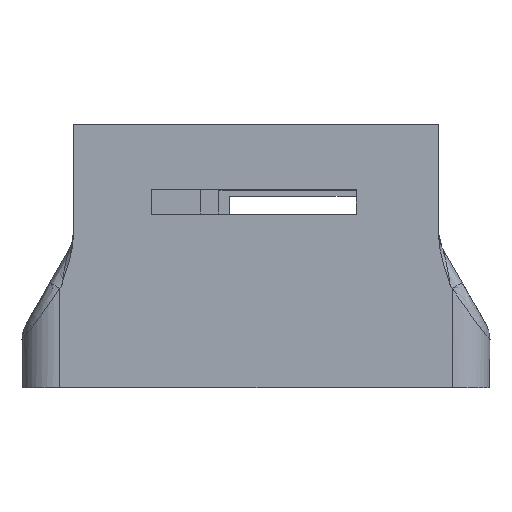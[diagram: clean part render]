
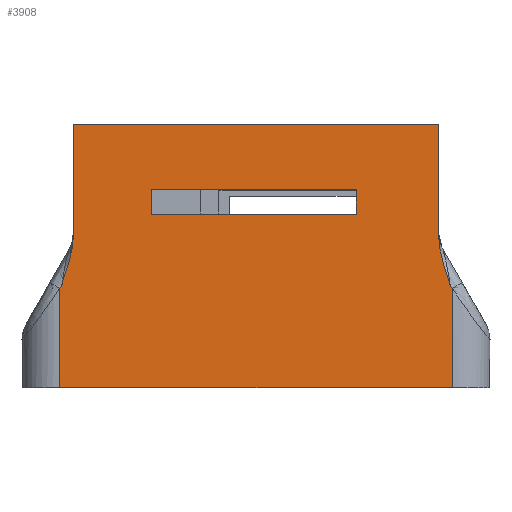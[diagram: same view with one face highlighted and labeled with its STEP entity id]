
A CAD part, left-side view. The second image highlights one B-rep face of the part: STEP entity #3908.
In plain terms, the highlighted planar face has unit normal (-1, 0, 0).
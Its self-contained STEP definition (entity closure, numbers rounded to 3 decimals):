
#20=FACE_BOUND('',#721,.T.);
#53=B_SPLINE_CURVE_WITH_KNOTS('',3,(#5362,#5363,#5364,#5365,#5366,#5367,
#5368,#5369,#5370,#5371),.UNSPECIFIED.,.F.,.F.,(4,2,2,2,4),(-0.001,
0.,0.203,0.319,0.452),.UNSPECIFIED.);
#58=B_SPLINE_CURVE_WITH_KNOTS('',3,(#5439,#5440,#5441,#5442),
 .UNSPECIFIED.,.F.,.F.,(4,4),(-0.434,-0.396),
 .UNSPECIFIED.);
#70=B_SPLINE_CURVE_WITH_KNOTS('',3,(#5942,#5943,#5944,#5945,#5946,#5947,
#5948,#5949,#5950,#5951),.UNSPECIFIED.,.F.,.F.,(4,2,2,2,4),(0.,0.109,
0.205,0.369,0.37),.UNSPECIFIED.);
#107=B_SPLINE_CURVE_WITH_KNOTS('',3,(#7998,#7999,#8000,#8001),
 .UNSPECIFIED.,.F.,.F.,(4,4),(-1.89,-1.852),
 .UNSPECIFIED.);
#357=PLANE('',#4132);
#498=FACE_OUTER_BOUND('',#720,.T.);
#720=EDGE_LOOP('',(#2853,#2854,#2855,#2856,#2857,#2858,#2859,#2860,#2861,
#2862));
#721=EDGE_LOOP('',(#2863,#2864,#2865,#2866));
#934=LINE('',#6039,#1292);
#938=LINE('',#9489,#1296);
#955=LINE('',#9525,#1313);
#956=LINE('',#9527,#1314);
#957=LINE('',#9528,#1315);
#958=LINE('',#9529,#1316);
#959=LINE('',#9532,#1317);
#960=LINE('',#9534,#1318);
#961=LINE('',#9536,#1319);
#962=LINE('',#9537,#1320);
#1292=VECTOR('',#4311,10.);
#1296=VECTOR('',#4331,10.);
#1313=VECTOR('',#4360,10.);
#1314=VECTOR('',#4361,10.);
#1315=VECTOR('',#4362,10.);
#1316=VECTOR('',#4363,10.);
#1317=VECTOR('',#4364,10.);
#1318=VECTOR('',#4365,10.);
#1319=VECTOR('',#4366,10.);
#1320=VECTOR('',#4367,10.);
#1683=VERTEX_POINT('',#5360);
#1684=VERTEX_POINT('',#5361);
#1686=VERTEX_POINT('',#5432);
#1697=VERTEX_POINT('',#5940);
#1698=VERTEX_POINT('',#5941);
#1706=VERTEX_POINT('',#6037);
#1729=VERTEX_POINT('',#7891);
#1734=VERTEX_POINT('',#9488);
#1747=VERTEX_POINT('',#9524);
#1748=VERTEX_POINT('',#9526);
#1749=VERTEX_POINT('',#9530);
#1750=VERTEX_POINT('',#9531);
#1751=VERTEX_POINT('',#9533);
#1752=VERTEX_POINT('',#9535);
#2078=EDGE_CURVE('',#1683,#1684,#53,.T.);
#2083=EDGE_CURVE('',#1686,#1683,#58,.T.);
#2098=EDGE_CURVE('',#1697,#1698,#70,.T.);
#2109=EDGE_CURVE('',#1697,#1706,#934,.T.);
#2146=EDGE_CURVE('',#1698,#1729,#107,.T.);
#2157=EDGE_CURVE('',#1734,#1684,#938,.T.);
#2176=EDGE_CURVE('',#1686,#1747,#955,.T.);
#2177=EDGE_CURVE('',#1748,#1747,#956,.T.);
#2178=EDGE_CURVE('',#1729,#1748,#957,.T.);
#2179=EDGE_CURVE('',#1734,#1706,#958,.T.);
#2180=EDGE_CURVE('',#1749,#1750,#959,.T.);
#2181=EDGE_CURVE('',#1750,#1751,#960,.T.);
#2182=EDGE_CURVE('',#1751,#1752,#961,.T.);
#2183=EDGE_CURVE('',#1752,#1749,#962,.T.);
#2853=ORIENTED_EDGE('',*,*,#2083,.F.);
#2854=ORIENTED_EDGE('',*,*,#2176,.T.);
#2855=ORIENTED_EDGE('',*,*,#2177,.F.);
#2856=ORIENTED_EDGE('',*,*,#2178,.F.);
#2857=ORIENTED_EDGE('',*,*,#2146,.F.);
#2858=ORIENTED_EDGE('',*,*,#2098,.F.);
#2859=ORIENTED_EDGE('',*,*,#2109,.T.);
#2860=ORIENTED_EDGE('',*,*,#2179,.F.);
#2861=ORIENTED_EDGE('',*,*,#2157,.T.);
#2862=ORIENTED_EDGE('',*,*,#2078,.F.);
#2863=ORIENTED_EDGE('',*,*,#2180,.T.);
#2864=ORIENTED_EDGE('',*,*,#2181,.T.);
#2865=ORIENTED_EDGE('',*,*,#2182,.T.);
#2866=ORIENTED_EDGE('',*,*,#2183,.T.);
#3908=ADVANCED_FACE('',(#498,#20),#357,.T.);
#4132=AXIS2_PLACEMENT_3D('',#9523,#4358,#4359);
#4311=DIRECTION('',(0.,0.,1.));
#4331=DIRECTION('',(0.,0.,-1.));
#4358=DIRECTION('center_axis',(-1.,0.,0.));
#4359=DIRECTION('ref_axis',(0.,1.,0.));
#4360=DIRECTION('',(0.,0.,-1.));
#4361=DIRECTION('',(0.,1.,0.));
#4362=DIRECTION('',(0.,0.,-1.));
#4363=DIRECTION('',(0.,-1.,0.));
#4364=DIRECTION('',(0.,0.,1.));
#4365=DIRECTION('',(0.,-1.,0.));
#4366=DIRECTION('',(0.,0.,-1.));
#4367=DIRECTION('',(0.,1.,0.));
#5360=CARTESIAN_POINT('',(-53.5,18.061,-14.958));
#5361=CARTESIAN_POINT('',(-53.5,17.,-10.633));
#5362=CARTESIAN_POINT('Ctrl Pts',(-53.5,18.061,-14.958));
#5363=CARTESIAN_POINT('Ctrl Pts',(-53.5,18.059,-14.954));
#5364=CARTESIAN_POINT('Ctrl Pts',(-53.5,18.058,-14.95));
#5365=CARTESIAN_POINT('Ctrl Pts',(-53.5,17.848,-14.301));
#5366=CARTESIAN_POINT('Ctrl Pts',(-53.5,17.616,-13.621));
#5367=CARTESIAN_POINT('Ctrl Pts',(-53.5,17.316,-12.594));
#5368=CARTESIAN_POINT('Ctrl Pts',(-53.5,17.211,-12.2));
#5369=CARTESIAN_POINT('Ctrl Pts',(-53.5,17.045,-11.378));
#5370=CARTESIAN_POINT('Ctrl Pts',(-53.5,17.,-10.995));
#5371=CARTESIAN_POINT('Ctrl Pts',(-53.5,17.,-10.633));
#5432=CARTESIAN_POINT('',(-53.5,18.25,-15.286));
#5439=CARTESIAN_POINT('Ctrl Pts',(-53.5,18.25,-15.286));
#5440=CARTESIAN_POINT('Ctrl Pts',(-53.5,18.187,-15.177));
#5441=CARTESIAN_POINT('Ctrl Pts',(-53.5,18.124,-15.068));
#5442=CARTESIAN_POINT('Ctrl Pts',(-53.5,18.061,-14.958));
#5940=CARTESIAN_POINT('',(-53.5,-17.,-10.633));
#5941=CARTESIAN_POINT('',(-53.5,-18.061,-14.958));
#5942=CARTESIAN_POINT('Ctrl Pts',(-53.5,-17.,-10.633));
#5943=CARTESIAN_POINT('Ctrl Pts',(-53.5,-17.,-10.995));
#5944=CARTESIAN_POINT('Ctrl Pts',(-53.5,-17.045,-11.379));
#5945=CARTESIAN_POINT('Ctrl Pts',(-53.5,-17.213,-12.207));
#5946=CARTESIAN_POINT('Ctrl Pts',(-53.5,-17.32,-12.608));
#5947=CARTESIAN_POINT('Ctrl Pts',(-53.5,-17.621,-13.635));
#5948=CARTESIAN_POINT('Ctrl Pts',(-53.5,-17.85,-14.308));
#5949=CARTESIAN_POINT('Ctrl Pts',(-53.5,-18.058,-14.95));
#5950=CARTESIAN_POINT('Ctrl Pts',(-53.5,-18.059,-14.954));
#5951=CARTESIAN_POINT('Ctrl Pts',(-53.5,-18.061,-14.958));
#6037=CARTESIAN_POINT('',(-53.5,-17.,0.));
#6039=CARTESIAN_POINT('',(-53.5,-17.,3.752));
#7891=CARTESIAN_POINT('',(-53.5,-18.25,-15.286));
#7998=CARTESIAN_POINT('Ctrl Pts',(-53.5,-18.061,-14.958));
#7999=CARTESIAN_POINT('Ctrl Pts',(-53.5,-18.124,-15.068));
#8000=CARTESIAN_POINT('Ctrl Pts',(-53.5,-18.187,-15.177));
#8001=CARTESIAN_POINT('Ctrl Pts',(-53.5,-18.25,-15.286));
#9488=CARTESIAN_POINT('',(-53.5,17.,0.));
#9489=CARTESIAN_POINT('',(-53.5,17.,-5.5));
#9523=CARTESIAN_POINT('Origin',(-53.5,-18.25,0.));
#9524=CARTESIAN_POINT('',(-53.5,18.25,-24.5));
#9525=CARTESIAN_POINT('',(-53.5,18.25,0.));
#9526=CARTESIAN_POINT('',(-53.5,-18.25,-24.5));
#9527=CARTESIAN_POINT('',(-53.5,18.25,-24.5));
#9528=CARTESIAN_POINT('',(-53.5,-18.25,0.));
#9529=CARTESIAN_POINT('',(-53.5,18.25,0.));
#9530=CARTESIAN_POINT('',(-53.5,9.742,-8.383));
#9531=CARTESIAN_POINT('',(-53.5,9.742,-6.078));
#9532=CARTESIAN_POINT('',(-53.5,9.742,-3.039));
#9533=CARTESIAN_POINT('',(-53.5,-9.312,-6.078));
#9534=CARTESIAN_POINT('',(-53.5,-13.781,-6.078));
#9535=CARTESIAN_POINT('',(-53.5,-9.312,-8.383));
#9536=CARTESIAN_POINT('',(-53.5,-9.312,-4.191));
#9537=CARTESIAN_POINT('',(-53.5,-4.254,-8.383));
